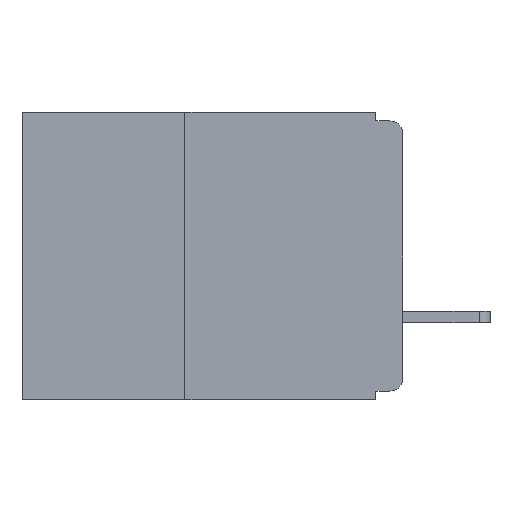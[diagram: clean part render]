
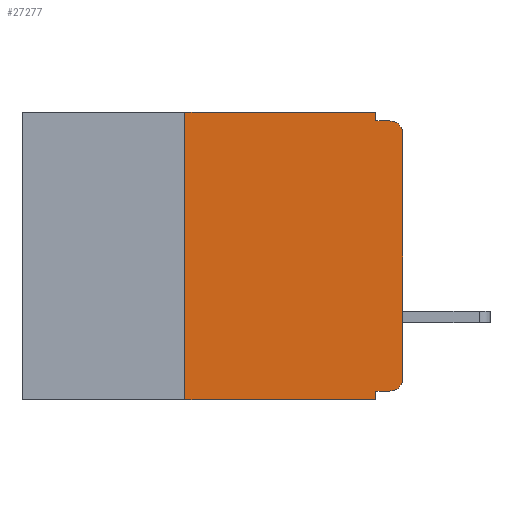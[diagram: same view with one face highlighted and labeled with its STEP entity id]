
A CAD part, left-side view. The second image highlights one B-rep face of the part: STEP entity #27277.
In plain terms, the highlighted planar face has unit normal (-1, 0, 0).
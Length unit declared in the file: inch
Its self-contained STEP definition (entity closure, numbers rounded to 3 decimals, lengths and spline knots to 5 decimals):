
#148 = CARTESIAN_POINT ( 'NONE',  ( 0., 0., -0.025 ) ) ;
#177 = CIRCLE ( 'NONE', #1842, 0.015 ) ;
#961 = ORIENTED_EDGE ( 'NONE', *, *, #18651, .F. ) ;
#1302 = VECTOR ( 'NONE', #9039, 39.37008 ) ;
#1330 = CARTESIAN_POINT ( 'NONE',  ( 0., 0.015, -0.305 ) ) ;
#1689 = DIRECTION ( 'NONE',  ( 0., -1., 0. ) ) ;
#1825 = DIRECTION ( 'NONE',  ( 1., 0., 0. ) ) ;
#1842 = AXIS2_PLACEMENT_3D ( 'NONE', #17553, #2306, #20137 ) ;
#1897 = EDGE_CURVE ( 'NONE', #11142, #27633, #29813, .T. ) ;
#2306 = DIRECTION ( 'NONE',  ( -1., 0., 0. ) ) ;
#2366 = CARTESIAN_POINT ( 'NONE',  ( 0., 0., -0.32 ) ) ;
#3876 = ORIENTED_EDGE ( 'NONE', *, *, #31594, .T. ) ;
#3878 = DIRECTION ( 'NONE',  ( 0., 0., -1. ) ) ;
#4632 = ORIENTED_EDGE ( 'NONE', *, *, #22318, .T. ) ;
#4663 = EDGE_CURVE ( 'NONE', #19707, #20894, #13250, .T. ) ;
#4901 = LINE ( 'NONE', #15534, #24443 ) ;
#5236 = VECTOR ( 'NONE', #1689, 39.37008 ) ;
#5966 = ORIENTED_EDGE ( 'NONE', *, *, #6369, .T. ) ;
#6369 = EDGE_CURVE ( 'NONE', #13733, #27633, #20712, .T. ) ;
#6911 = FACE_OUTER_BOUND ( 'NONE', #14128, .T. ) ;
#7091 = AXIS2_PLACEMENT_3D ( 'NONE', #1330, #19149, #3878 ) ;
#7226 = LINE ( 'NONE', #2366, #19976 ) ;
#7621 = ORIENTED_EDGE ( 'NONE', *, *, #1897, .F. ) ;
#9039 = DIRECTION ( 'NONE',  ( 0., 0., 1. ) ) ;
#9090 = EDGE_CURVE ( 'NONE', #13733, #28696, #17313, .T. ) ;
#10009 = CARTESIAN_POINT ( 'NONE',  ( 0., 0., 0. ) ) ;
#10284 = CARTESIAN_POINT ( 'NONE',  ( 0., 0., -0.305 ) ) ;
#11142 = VERTEX_POINT ( 'NONE', #22991 ) ;
#11228 = CARTESIAN_POINT ( 'NONE',  ( 0., 0.25, -0.33 ) ) ;
#11253 = CARTESIAN_POINT ( 'NONE',  ( 0., 0.031, -0.01 ) ) ;
#11405 = VERTEX_POINT ( 'NONE', #13728 ) ;
#11576 = EDGE_CURVE ( 'NONE', #28696, #19807, #12006, .T. ) ;
#11985 = CARTESIAN_POINT ( 'NONE',  ( 0., 0.437, 0. ) ) ;
#12006 = LINE ( 'NONE', #19523, #5236 ) ;
#12560 = LINE ( 'NONE', #16167, #24520 ) ;
#13250 = LINE ( 'NONE', #10009, #1302 ) ;
#13405 = CARTESIAN_POINT ( 'NONE',  ( 0., 0.031, 0. ) ) ;
#13728 = CARTESIAN_POINT ( 'NONE',  ( 0., 0.015, -0.32 ) ) ;
#13733 = VERTEX_POINT ( 'NONE', #31098 ) ;
#14128 = EDGE_LOOP ( 'NONE', ( #27275, #3876, #28673, #961, #16480, #29281, #5966, #7621, #28324, #4632 ) ) ;
#14536 = PLANE ( 'NONE',  #21634 ) ;
#15509 = DIRECTION ( 'NONE',  ( 0., 0., -1. ) ) ;
#15534 = CARTESIAN_POINT ( 'NONE',  ( 0., 0., -0.01 ) ) ;
#16077 = CARTESIAN_POINT ( 'NONE',  ( 0., 0.031, -0.33 ) ) ;
#16167 = CARTESIAN_POINT ( 'NONE',  ( 0., 0.031, 0. ) ) ;
#16480 = ORIENTED_EDGE ( 'NONE', *, *, #11576, .F. ) ;
#17313 = LINE ( 'NONE', #11228, #23314 ) ;
#17553 = CARTESIAN_POINT ( 'NONE',  ( 0., 0.015, -0.025 ) ) ;
#18080 = DIRECTION ( 'NONE',  ( 0., -1., 0. ) ) ;
#18651 = EDGE_CURVE ( 'NONE', #19807, #30586, #12560, .T. ) ;
#18726 = DIRECTION ( 'NONE',  ( 0., 0., -1. ) ) ;
#19149 = DIRECTION ( 'NONE',  ( -1., 0., 0. ) ) ;
#19523 = CARTESIAN_POINT ( 'NONE',  ( 0., 0.437, 0. ) ) ;
#19660 = DIRECTION ( 'NONE',  ( 0., 0., -1. ) ) ;
#19707 = VERTEX_POINT ( 'NONE', #10284 ) ;
#19807 = VERTEX_POINT ( 'NONE', #13405 ) ;
#19976 = VECTOR ( 'NONE', #30268, 39.37008 ) ;
#20137 = DIRECTION ( 'NONE',  ( 0., 0., -1. ) ) ;
#20712 = LINE ( 'NONE', #29822, #22315 ) ;
#20894 = VERTEX_POINT ( 'NONE', #148 ) ;
#21492 = EDGE_CURVE ( 'NONE', #11405, #11142, #7226, .T. ) ;
#21634 = AXIS2_PLACEMENT_3D ( 'NONE', #11985, #1825, #19660 ) ;
#22315 = VECTOR ( 'NONE', #29820, 39.37008 ) ;
#22318 = EDGE_CURVE ( 'NONE', #11405, #19707, #30933, .T. ) ;
#22991 = CARTESIAN_POINT ( 'NONE',  ( 0., 0.031, -0.32 ) ) ;
#23158 = CARTESIAN_POINT ( 'NONE',  ( 0., 0.25, 0. ) ) ;
#23314 = VECTOR ( 'NONE', #28934, 39.37008 ) ;
#24443 = VECTOR ( 'NONE', #18080, 39.37008 ) ;
#24520 = VECTOR ( 'NONE', #18726, 39.37008 ) ;
#27275 = ORIENTED_EDGE ( 'NONE', *, *, #4663, .T. ) ;
#27277 = ADVANCED_FACE ( 'NONE', ( #6911 ), #14536, .F. ) ;
#27513 = CARTESIAN_POINT ( 'NONE',  ( 0., 0.015, -0.01 ) ) ;
#27517 = EDGE_CURVE ( 'NONE', #30586, #29676, #4901, .T. ) ;
#27633 = VERTEX_POINT ( 'NONE', #16077 ) ;
#28324 = ORIENTED_EDGE ( 'NONE', *, *, #21492, .F. ) ;
#28673 = ORIENTED_EDGE ( 'NONE', *, *, #27517, .F. ) ;
#28696 = VERTEX_POINT ( 'NONE', #23158 ) ;
#28934 = DIRECTION ( 'NONE',  ( 0., 0., 1. ) ) ;
#29050 = VECTOR ( 'NONE', #15509, 39.37008 ) ;
#29281 = ORIENTED_EDGE ( 'NONE', *, *, #9090, .F. ) ;
#29676 = VERTEX_POINT ( 'NONE', #27513 ) ;
#29813 = LINE ( 'NONE', #30501, #29050 ) ;
#29820 = DIRECTION ( 'NONE',  ( 0., -1., 0. ) ) ;
#29822 = CARTESIAN_POINT ( 'NONE',  ( 0., 0.437, -0.33 ) ) ;
#30268 = DIRECTION ( 'NONE',  ( 0., 1., 0. ) ) ;
#30501 = CARTESIAN_POINT ( 'NONE',  ( 0., 0.031, -0.33 ) ) ;
#30586 = VERTEX_POINT ( 'NONE', #11253 ) ;
#30933 = CIRCLE ( 'NONE', #7091, 0.015 ) ;
#31098 = CARTESIAN_POINT ( 'NONE',  ( 0., 0.25, -0.33 ) ) ;
#31594 = EDGE_CURVE ( 'NONE', #20894, #29676, #177, .T. ) ;
